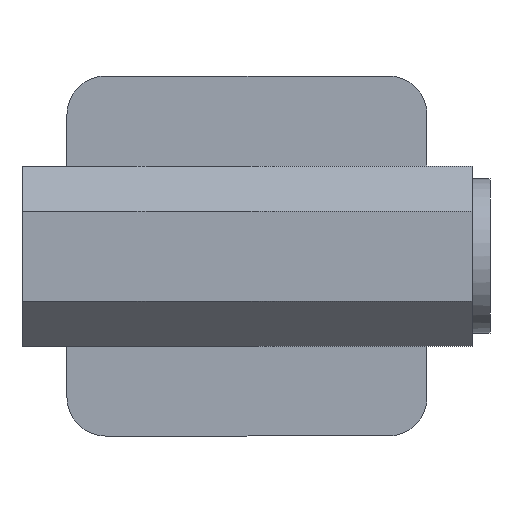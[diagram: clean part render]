
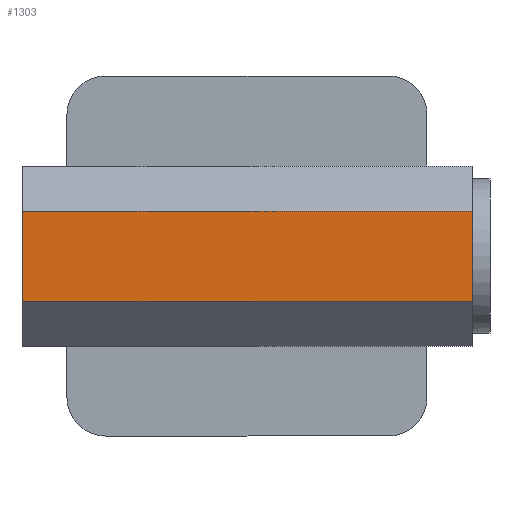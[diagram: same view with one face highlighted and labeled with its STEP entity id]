
A CAD part, front view. The second image highlights one B-rep face of the part: STEP entity #1303.
In plain terms, the highlighted planar face has unit normal (0, -1, 0).
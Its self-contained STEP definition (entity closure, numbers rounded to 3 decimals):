
#2 = EDGE_LOOP ( 'NONE', ( #1046, #2103, #678, #1902 ) ) ;
#29 = PLANE ( 'NONE',  #1896 ) ;
#88 = DIRECTION ( 'NONE',  ( 0., 0., -1. ) ) ;
#174 = LINE ( 'NONE', #1794, #606 ) ;
#206 = CARTESIAN_POINT ( 'NONE',  ( 35., -44.1, -7. ) ) ;
#231 = VERTEX_POINT ( 'NONE', #1118 ) ;
#387 = CARTESIAN_POINT ( 'NONE',  ( -35., -44.1, -7. ) ) ;
#463 = VERTEX_POINT ( 'NONE', #485 ) ;
#485 = CARTESIAN_POINT ( 'NONE',  ( -35., -44.1, 7. ) ) ;
#551 = DIRECTION ( 'NONE',  ( 0., 0., -1. ) ) ;
#592 = VECTOR ( 'NONE', #88, 1000. ) ;
#606 = VECTOR ( 'NONE', #551, 1000. ) ;
#678 = ORIENTED_EDGE ( 'NONE', *, *, #2276, .F. ) ;
#691 = DIRECTION ( 'NONE',  ( -1., 0., 0. ) ) ;
#739 = EDGE_CURVE ( 'NONE', #231, #463, #2060, .T. ) ;
#896 = VERTEX_POINT ( 'NONE', #387 ) ;
#925 = DIRECTION ( 'NONE',  ( 0., 0., 1. ) ) ;
#931 = EDGE_CURVE ( 'NONE', #463, #896, #174, .T. ) ;
#1046 = ORIENTED_EDGE ( 'NONE', *, *, #739, .T. ) ;
#1068 = VECTOR ( 'NONE', #1442, 1000. ) ;
#1118 = CARTESIAN_POINT ( 'NONE',  ( 35., -44.1, 7. ) ) ;
#1301 = CARTESIAN_POINT ( 'NONE',  ( 35., -44.1, -7. ) ) ;
#1303 = ADVANCED_FACE ( 'NONE', ( #1469 ), #29, .F. ) ;
#1442 = DIRECTION ( 'NONE',  ( -1., 0., 0. ) ) ;
#1469 = FACE_OUTER_BOUND ( 'NONE', #2, .T. ) ;
#1498 = VECTOR ( 'NONE', #691, 1000. ) ;
#1671 = VERTEX_POINT ( 'NONE', #1795 ) ;
#1794 = CARTESIAN_POINT ( 'NONE',  ( -35., -44.1, -7. ) ) ;
#1795 = CARTESIAN_POINT ( 'NONE',  ( 35., -44.1, -7. ) ) ;
#1827 = CARTESIAN_POINT ( 'NONE',  ( 35., -44.1, -7. ) ) ;
#1871 = LINE ( 'NONE', #1301, #592 ) ;
#1896 = AXIS2_PLACEMENT_3D ( 'NONE', #206, #2154, #925 ) ;
#1902 = ORIENTED_EDGE ( 'NONE', *, *, #1937, .F. ) ;
#1916 = CARTESIAN_POINT ( 'NONE',  ( 35., -44.1, 7. ) ) ;
#1937 = EDGE_CURVE ( 'NONE', #231, #1671, #1871, .T. ) ;
#2060 = LINE ( 'NONE', #1916, #1498 ) ;
#2103 = ORIENTED_EDGE ( 'NONE', *, *, #931, .T. ) ;
#2154 = DIRECTION ( 'NONE',  ( 0., 1., 0. ) ) ;
#2174 = LINE ( 'NONE', #1827, #1068 ) ;
#2276 = EDGE_CURVE ( 'NONE', #1671, #896, #2174, .T. ) ;
